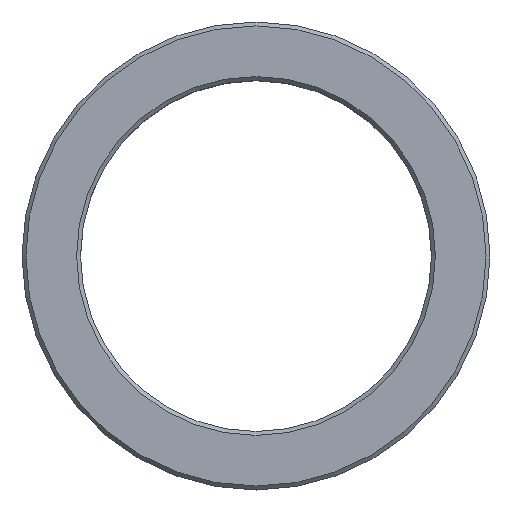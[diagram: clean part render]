
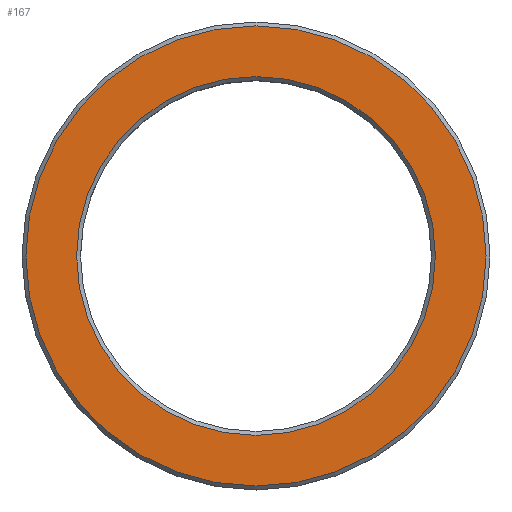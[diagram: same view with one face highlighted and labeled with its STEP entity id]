
A CAD part, top view. The second image highlights one B-rep face of the part: STEP entity #167.
In plain terms, the highlighted planar face has unit normal (0, 0, 1).
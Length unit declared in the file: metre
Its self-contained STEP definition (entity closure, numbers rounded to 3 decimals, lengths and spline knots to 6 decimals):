
#167=ADVANCED_FACE('',(#211,#212),#213,.T.);
#211=FACE_BOUND('',#3091,.T.);
#212=FACE_OUTER_BOUND('',#3092,.T.);
#213=PLANE('',#3093);
#3091=EDGE_LOOP('',(#6010));
#3092=EDGE_LOOP('',(#6011));
#3093=AXIS2_PLACEMENT_3D('',#6012,#6013,#6014);
#6010=ORIENTED_EDGE('',*,*,#6047,.T.);
#6011=ORIENTED_EDGE('',*,*,#6038,.F.);
#6012=CARTESIAN_POINT('',(0.059,0.0,0.05));
#6013=DIRECTION('',(0.0,0.,1.0));
#6014=DIRECTION('',(0.0,-1.0,0.));
#6038=EDGE_CURVE('',#6072,#6072,#6073,.T.);
#6047=EDGE_CURVE('',#6090,#6090,#6091,.T.);
#6072=VERTEX_POINT('',#6340);
#6073=CIRCLE('',#6341,0.059);
#6090=VERTEX_POINT('',#6358);
#6091=CIRCLE('',#6359,0.046);
#6340=CARTESIAN_POINT('',(0.0,0.059,0.05));
#6341=AXIS2_PLACEMENT_3D('',#6382,#6383,#6384);
#6358=CARTESIAN_POINT('',(0.0,0.046,0.05));
#6359=AXIS2_PLACEMENT_3D('',#6409,#6410,#6411);
#6382=CARTESIAN_POINT('',(0.0,0.0,0.05));
#6383=DIRECTION('',(0.0,0.,-1.0));
#6384=DIRECTION('',(0.0,1.0,0.));
#6409=CARTESIAN_POINT('',(0.0,0.0,0.05));
#6410=DIRECTION('',(0.0,0.,-1.0));
#6411=DIRECTION('',(0.0,1.0,0.));
